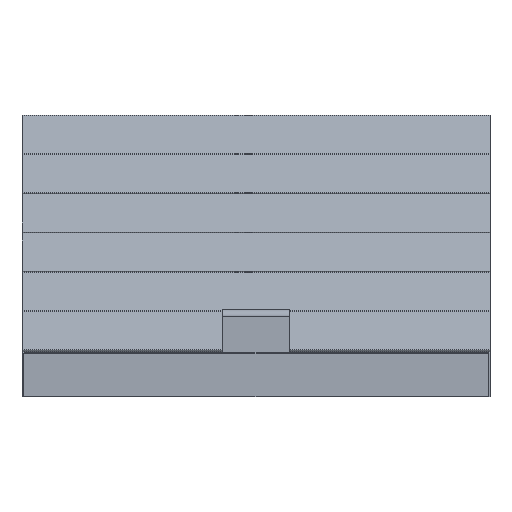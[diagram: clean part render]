
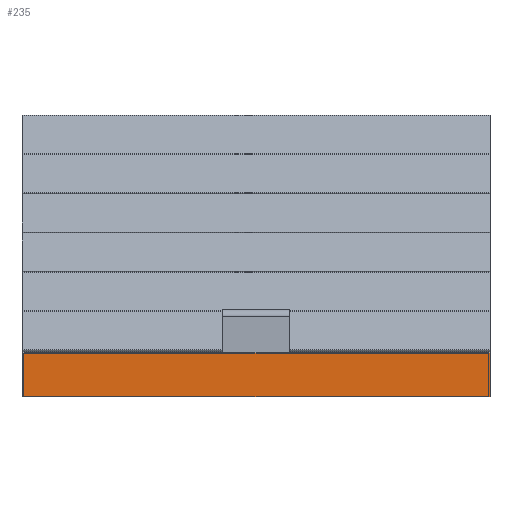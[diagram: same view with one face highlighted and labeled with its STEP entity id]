
A CAD part, front view. The second image highlights one B-rep face of the part: STEP entity #235.
In plain terms, the highlighted planar face has unit normal (0, -1, 0).
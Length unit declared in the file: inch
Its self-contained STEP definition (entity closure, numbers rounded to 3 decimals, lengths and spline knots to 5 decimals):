
#235=ADVANCED_FACE('',(#505),#3659,.T.);
#505=FACE_OUTER_BOUND('',#776,.T.);
#776=EDGE_LOOP('',(#1412,#1413,#1414,#1415));
#1412=ORIENTED_EDGE('',*,*,#2303,.F.);
#1413=ORIENTED_EDGE('',*,*,#2304,.F.);
#1414=ORIENTED_EDGE('',*,*,#2297,.T.);
#1415=ORIENTED_EDGE('',*,*,#2302,.T.);
#2297=EDGE_CURVE('',#3337,#3339,#2849,.T.);
#2302=EDGE_CURVE('',#3339,#3342,#2854,.T.);
#2303=EDGE_CURVE('',#3343,#3342,#2855,.T.);
#2304=EDGE_CURVE('',#3337,#3343,#2856,.T.);
#2849=B_SPLINE_CURVE_WITH_KNOTS('',1,(#5328,#5329),.UNSPECIFIED.,.F.,.F.,
(2,2),(-69.5,0.),.UNSPECIFIED.);
#2854=B_SPLINE_CURVE_WITH_KNOTS('',1,(#5338,#5339),.UNSPECIFIED.,.F.,.F.,
(2,2),(-6.4375,0.),.UNSPECIFIED.);
#2855=B_SPLINE_CURVE_WITH_KNOTS('',1,(#5340,#5341),.UNSPECIFIED.,.F.,.F.,
(2,2),(-69.5,0.),.UNSPECIFIED.);
#2856=B_SPLINE_CURVE_WITH_KNOTS('',1,(#5342,#5343),.UNSPECIFIED.,.F.,.F.,
(2,2),(-6.4375,0.),.UNSPECIFIED.);
#3337=VERTEX_POINT('',#5303);
#3339=VERTEX_POINT('',#5305);
#3342=VERTEX_POINT('',#5308);
#3343=VERTEX_POINT('',#5309);
#3659=PLANE('',#4022);
#4022=AXIS2_PLACEMENT_3D('',#5291,#4304,$);
#4304=DIRECTION('',(0.,-1.,0.));
#5291=CARTESIAN_POINT('',(41.70012,-237.28222,-0.36165));
#5303=CARTESIAN_POINT('',(-34.75,-237.28222,0.28222));
#5305=CARTESIAN_POINT('',(34.75,-237.28222,0.28222));
#5308=CARTESIAN_POINT('',(34.75,-237.28222,6.71972));
#5309=CARTESIAN_POINT('',(-34.75,-237.28222,6.71972));
#5328=CARTESIAN_POINT('',(-34.75,-237.28222,0.28222));
#5329=CARTESIAN_POINT('',(34.75,-237.28222,0.28222));
#5338=CARTESIAN_POINT('',(34.75,-237.28222,0.28222));
#5339=CARTESIAN_POINT('',(34.75,-237.28222,6.71972));
#5340=CARTESIAN_POINT('',(-34.75,-237.28222,6.71972));
#5341=CARTESIAN_POINT('',(34.75,-237.28222,6.71972));
#5342=CARTESIAN_POINT('',(-34.75,-237.28222,0.28222));
#5343=CARTESIAN_POINT('',(-34.75,-237.28222,6.71972));
